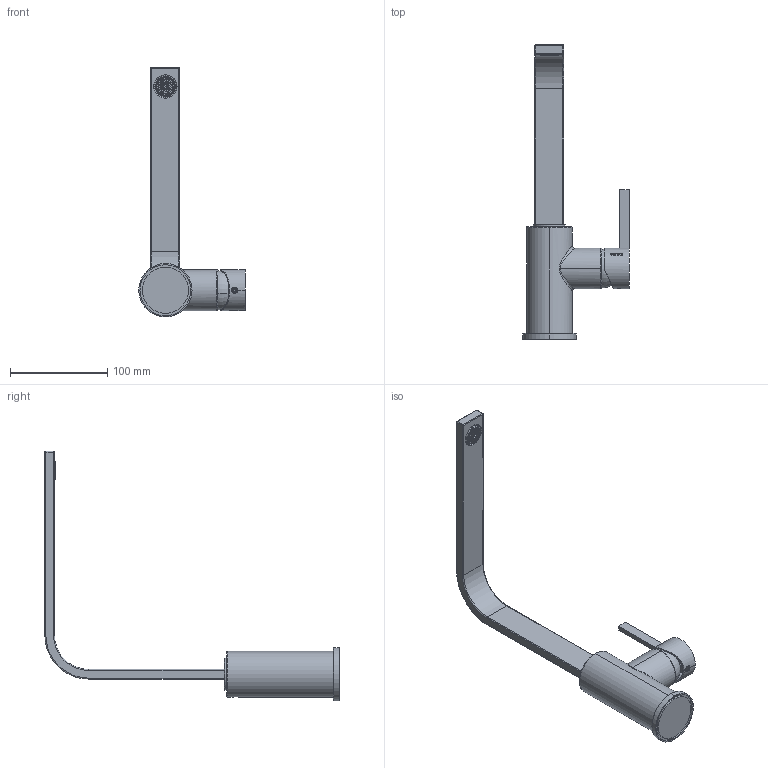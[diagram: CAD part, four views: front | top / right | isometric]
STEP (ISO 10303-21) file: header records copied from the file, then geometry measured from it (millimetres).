
FILE_DESCRIPTION (( 'STEP AP214' ), '1' );
FILE_NAME ('995700.STEP', '2020-08-21T12:18:34', ( '' ), ( '' ), 'SwSTEP 2.0', 'SolidWorks 2016', '' );
FILE_SCHEMA (( 'AUTOMOTIVE_DESIGN' ));
Length unit declared in the file: millimetre
Products named in the file (1): 995700
Bounding box: 109.8 x 303.35 x 257.5 mm (x, y, z)
Volume: 318014.4 mm3; surface area: 120028.2 mm2
Topology: 11 solids, 16 shells, 2728 faces, 7739 edges, 5014 vertices
Faces by surface type: plane 2185, cylinder 331, torus 116, cone 52, sphere 24, bspline 20
Entity records: 123685 total; most frequent: CARTESIAN_POINT 26019, ORIENTED_EDGE 15430, DIRECTION 11412, EDGE_CURVE 7715, VERTEX_POINT 5014, AXIS2_PLACEMENT_3D 3807, LINE 3798, VECTOR 3798
